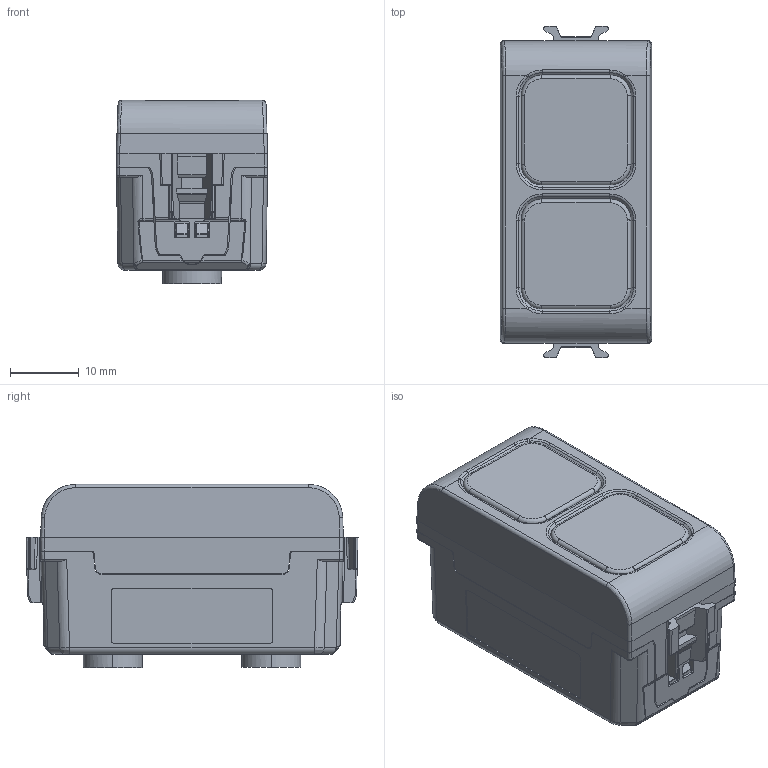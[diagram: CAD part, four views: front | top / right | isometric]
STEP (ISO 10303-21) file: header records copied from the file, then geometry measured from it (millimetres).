
FILE_DESCRIPTION(('CATIA V5 STEP Exchange','CAx-IF Rec.Pracs.--- Model Styling and Organization---1.4--- 2014-01-23'),'2;1');
FILE_NAME('GW10736.stp','2024-02-06T12:53:50+00:00',('none'),('none'),'CATIA Version 5-6 Release 2019 SP6','CATIA V5 STEP AP214 v1','none');
FILE_SCHEMA(('AUTOMOTIVE_DESIGN { 1 0 10303 214 1 1 1 1 }'));
Length unit declared in the file: millimetre
Products named in the file (1): GW10736
Bounding box: 22 x 48.25 x 26.72 mm (x, y, z)
Volume: 20317.1 mm3; surface area: 8025 mm2
Topology: 1 solids, 2 shells, 684 faces, 1865 edges, 1149 vertices
Faces by surface type: plane 306, cylinder 200, bspline 80, cone 36, torus 32, sphere 30
Entity records: 26296 total; most frequent: CARTESIAN_POINT 10676, ORIENTED_EDGE 3670, DIRECTION 2123, EDGE_CURVE 1835, VERTEX_POINT 1149, VECTOR 942, LINE 942, AXIS2_PLACEMENT_3D 707
